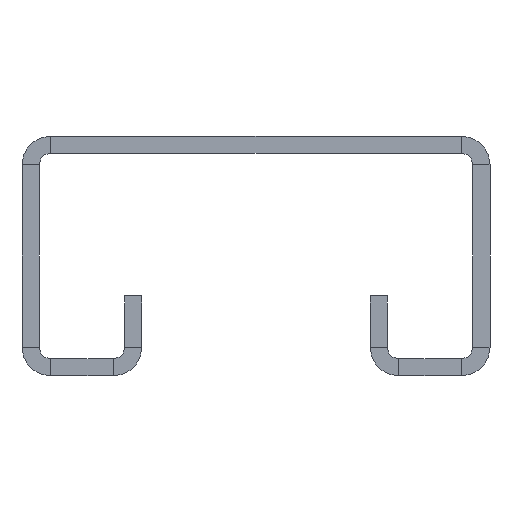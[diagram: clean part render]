
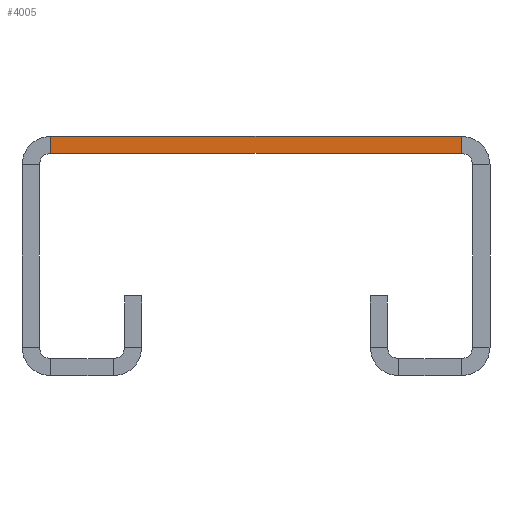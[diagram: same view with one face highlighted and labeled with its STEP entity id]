
A CAD part, front view. The second image highlights one B-rep face of the part: STEP entity #4005.
In plain terms, the highlighted planar face has unit normal (0, -1, 0).
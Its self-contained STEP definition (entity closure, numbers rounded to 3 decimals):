
#901=DIRECTION('',(0.,0.,-1.));
#902=VECTOR('',#901,1.5);
#903=CARTESIAN_POINT('',(18.,-1000.,10.5));
#904=LINE('',#903,#902);
#905=DIRECTION('',(1.,0.,0.));
#906=VECTOR('',#905,36.);
#907=CARTESIAN_POINT('',(-18.,-1000.,9.));
#908=LINE('',#907,#906);
#909=DIRECTION('',(1.,0.,0.));
#910=VECTOR('',#909,36.);
#911=CARTESIAN_POINT('',(-18.,-1000.,10.5));
#912=LINE('',#911,#910);
#1701=DIRECTION('',(0.,0.,-1.));
#1702=VECTOR('',#1701,1.5);
#1703=CARTESIAN_POINT('',(-18.,-1000.,10.5));
#1704=LINE('',#1703,#1702);
#2570=CARTESIAN_POINT('',(18.,-1000.,10.5));
#2572=VERTEX_POINT('',#2570);
#2582=CARTESIAN_POINT('',(-18.,-1000.,10.5));
#2584=VERTEX_POINT('',#2582);
#2618=CARTESIAN_POINT('',(18.,-1000.,9.));
#2620=VERTEX_POINT('',#2618);
#2630=CARTESIAN_POINT('',(-18.,-1000.,9.));
#2632=VERTEX_POINT('',#2630);
#3991=CARTESIAN_POINT('',(0.,-1000.,9.75));
#3992=DIRECTION('',(0.,-1.,0.));
#3993=DIRECTION('',(1.,0.,0.));
#3994=AXIS2_PLACEMENT_3D('',#3991,#3992,#3993);
#3995=PLANE('',#3994);
#3997=ORIENTED_EDGE('',*,*,#3996,.T.);
#3999=ORIENTED_EDGE('',*,*,#3998,.F.);
#4001=ORIENTED_EDGE('',*,*,#4000,.F.);
#4002=ORIENTED_EDGE('',*,*,#3582,.T.);
#4003=EDGE_LOOP('',(#3997,#3999,#4001,#4002));
#4004=FACE_OUTER_BOUND('',#4003,.F.);
#4005=ADVANCED_FACE('',(#4004),#3995,.T.);
#3582=EDGE_CURVE('',#2584,#2572,#912,.T.);
#3996=EDGE_CURVE('',#2572,#2620,#904,.T.);
#3998=EDGE_CURVE('',#2632,#2620,#908,.T.);
#4000=EDGE_CURVE('',#2584,#2632,#1704,.T.);
